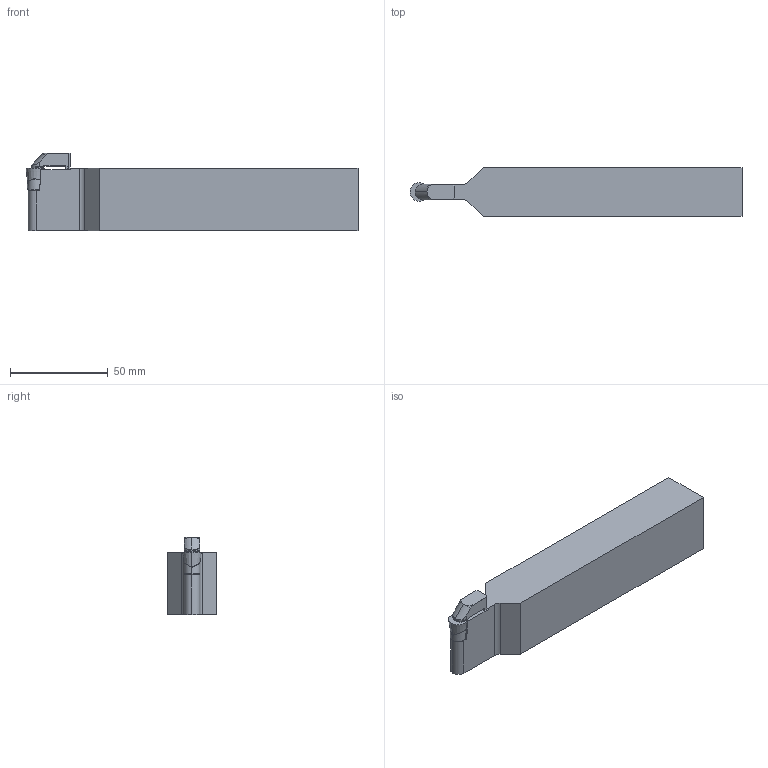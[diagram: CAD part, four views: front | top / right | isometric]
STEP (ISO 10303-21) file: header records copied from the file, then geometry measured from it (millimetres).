
FILE_DESCRIPTION (( 'STEP AP214' ), '1' );
FILE_NAME ('CRDCN-3225-P09CV-LIGHT.STP', '2023-10-25T16:14:52', ( '' ), ( '' ), 'SwSTEP 2.0', 'SolidWorks 2018', '' );
FILE_SCHEMA (( 'AUTOMOTIVE_DESIGN' ));
Length unit declared in the file: millimetre
Products named in the file (1): CRDCN-3225-P09CV-LIGHT
Bounding box: 170 x 25 x 39.5 mm (x, y, z)
Volume: 118255.4 mm3; surface area: 20322.7 mm2
Topology: 2 solids, 2 shells, 173 faces, 443 edges, 272 vertices
Faces by surface type: plane 85, cylinder 51, cone 23, torus 10, bspline 4
Entity records: 8922 total; most frequent: CARTESIAN_POINT 2922, ORIENTED_EDGE 878, DIRECTION 821, EDGE_CURVE 439, AXIS2_PLACEMENT_3D 297, VERTEX_POINT 272, VECTOR 227, LINE 227
